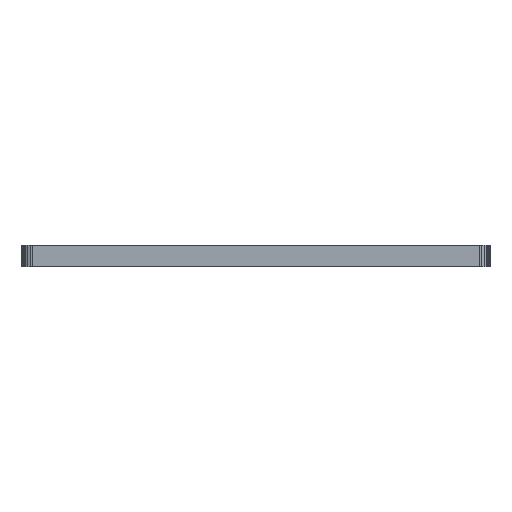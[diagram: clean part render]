
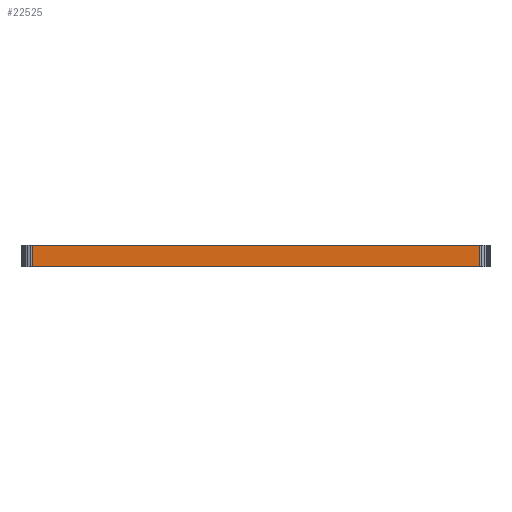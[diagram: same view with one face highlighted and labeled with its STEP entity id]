
A CAD part, front view. The second image highlights one B-rep face of the part: STEP entity #22525.
In plain terms, the highlighted planar face has unit normal (0, -1, 0).
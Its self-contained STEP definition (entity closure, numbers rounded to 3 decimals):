
#90 = PLANE('',#91);
#91 = AXIS2_PLACEMENT_3D('',#92,#93,#94);
#92 = CARTESIAN_POINT('',(51.35,-51.619,1.58));
#93 = DIRECTION('',(-0.,-0.,-1.));
#94 = DIRECTION('',(-1.,0.,0.));
#144 = PLANE('',#145);
#145 = AXIS2_PLACEMENT_3D('',#146,#147,#148);
#146 = CARTESIAN_POINT('',(51.35,-51.619,0.));
#147 = DIRECTION('',(-0.,-0.,-1.));
#148 = DIRECTION('',(-1.,0.,0.));
#617 = VERTEX_POINT('',#618);
#618 = CARTESIAN_POINT('',(67.63,-75.274,0.));
#632 = PLANE('',#633);
#633 = AXIS2_PLACEMENT_3D('',#634,#635,#636);
#634 = CARTESIAN_POINT('',(67.799,-75.256,0.));
#635 = DIRECTION('',(0.107,-0.994,0.));
#636 = DIRECTION('',(-0.994,-0.107,0.));
#644 = EDGE_CURVE('',#617,#645,#647,.T.);
#645 = VERTEX_POINT('',#646);
#646 = CARTESIAN_POINT('',(35.072,-75.274,0.));
#647 = SURFACE_CURVE('',#648,(#652,#659),.PCURVE_S1.);
#648 = LINE('',#649,#650);
#649 = CARTESIAN_POINT('',(67.63,-75.274,0.));
#650 = VECTOR('',#651,1.);
#651 = DIRECTION('',(-1.,0.,0.));
#652 = PCURVE('',#144,#653);
#653 = DEFINITIONAL_REPRESENTATION('',(#654),#658);
#654 = LINE('',#655,#656);
#655 = CARTESIAN_POINT('',(-16.28,-23.655));
#656 = VECTOR('',#657,1.);
#657 = DIRECTION('',(1.,0.));
#658 = ( GEOMETRIC_REPRESENTATION_CONTEXT(2) 
PARAMETRIC_REPRESENTATION_CONTEXT() REPRESENTATION_CONTEXT('2D SPACE',''
  ) );
#659 = PCURVE('',#660,#665);
#660 = PLANE('',#661);
#661 = AXIS2_PLACEMENT_3D('',#662,#663,#664);
#662 = CARTESIAN_POINT('',(67.63,-75.274,0.));
#663 = DIRECTION('',(0.,-1.,0.));
#664 = DIRECTION('',(-1.,0.,0.));
#665 = DEFINITIONAL_REPRESENTATION('',(#666),#670);
#666 = LINE('',#667,#668);
#667 = CARTESIAN_POINT('',(0.,-0.));
#668 = VECTOR('',#669,1.);
#669 = DIRECTION('',(1.,0.));
#670 = ( GEOMETRIC_REPRESENTATION_CONTEXT(2) 
PARAMETRIC_REPRESENTATION_CONTEXT() REPRESENTATION_CONTEXT('2D SPACE',''
  ) );
#688 = PLANE('',#689);
#689 = AXIS2_PLACEMENT_3D('',#690,#691,#692);
#690 = CARTESIAN_POINT('',(35.072,-75.274,0.));
#691 = DIRECTION('',(-0.112,-0.994,0.));
#692 = DIRECTION('',(-0.994,0.112,0.));
#12331 = VERTEX_POINT('',#12332);
#12332 = CARTESIAN_POINT('',(67.63,-75.274,1.58));
#12353 = EDGE_CURVE('',#12331,#12354,#12356,.T.);
#12354 = VERTEX_POINT('',#12355);
#12355 = CARTESIAN_POINT('',(35.072,-75.274,1.58));
#12356 = SURFACE_CURVE('',#12357,(#12361,#12368),.PCURVE_S1.);
#12357 = LINE('',#12358,#12359);
#12358 = CARTESIAN_POINT('',(67.63,-75.274,1.58));
#12359 = VECTOR('',#12360,1.);
#12360 = DIRECTION('',(-1.,0.,0.));
#12361 = PCURVE('',#90,#12362);
#12362 = DEFINITIONAL_REPRESENTATION('',(#12363),#12367);
#12363 = LINE('',#12364,#12365);
#12364 = CARTESIAN_POINT('',(-16.28,-23.655));
#12365 = VECTOR('',#12366,1.);
#12366 = DIRECTION('',(1.,0.));
#12367 = ( GEOMETRIC_REPRESENTATION_CONTEXT(2) 
PARAMETRIC_REPRESENTATION_CONTEXT() REPRESENTATION_CONTEXT('2D SPACE',''
  ) );
#12368 = PCURVE('',#660,#12369);
#12369 = DEFINITIONAL_REPRESENTATION('',(#12370),#12374);
#12370 = LINE('',#12371,#12372);
#12371 = CARTESIAN_POINT('',(0.,-1.58));
#12372 = VECTOR('',#12373,1.);
#12373 = DIRECTION('',(1.,0.));
#12374 = ( GEOMETRIC_REPRESENTATION_CONTEXT(2) 
PARAMETRIC_REPRESENTATION_CONTEXT() REPRESENTATION_CONTEXT('2D SPACE',''
  ) );
#22477 = EDGE_CURVE('',#617,#12331,#22478,.T.);
#22478 = SURFACE_CURVE('',#22479,(#22483,#22490),.PCURVE_S1.);
#22479 = LINE('',#22480,#22481);
#22480 = CARTESIAN_POINT('',(67.63,-75.274,0.));
#22481 = VECTOR('',#22482,1.);
#22482 = DIRECTION('',(0.,0.,1.));
#22483 = PCURVE('',#632,#22484);
#22484 = DEFINITIONAL_REPRESENTATION('',(#22485),#22489);
#22485 = LINE('',#22486,#22487);
#22486 = CARTESIAN_POINT('',(0.17,0.));
#22487 = VECTOR('',#22488,1.);
#22488 = DIRECTION('',(0.,-1.));
#22489 = ( GEOMETRIC_REPRESENTATION_CONTEXT(2) 
PARAMETRIC_REPRESENTATION_CONTEXT() REPRESENTATION_CONTEXT('2D SPACE',''
  ) );
#22490 = PCURVE('',#660,#22491);
#22491 = DEFINITIONAL_REPRESENTATION('',(#22492),#22496);
#22492 = LINE('',#22493,#22494);
#22493 = CARTESIAN_POINT('',(0.,-0.));
#22494 = VECTOR('',#22495,1.);
#22495 = DIRECTION('',(0.,-1.));
#22496 = ( GEOMETRIC_REPRESENTATION_CONTEXT(2) 
PARAMETRIC_REPRESENTATION_CONTEXT() REPRESENTATION_CONTEXT('2D SPACE',''
  ) );
#22525 = ADVANCED_FACE('',(#22526),#660,.T.);
#22526 = FACE_BOUND('',#22527,.T.);
#22527 = EDGE_LOOP('',(#22528,#22529,#22530,#22551));
#22528 = ORIENTED_EDGE('',*,*,#22477,.T.);
#22529 = ORIENTED_EDGE('',*,*,#12353,.T.);
#22530 = ORIENTED_EDGE('',*,*,#22531,.F.);
#22531 = EDGE_CURVE('',#645,#12354,#22532,.T.);
#22532 = SURFACE_CURVE('',#22533,(#22537,#22544),.PCURVE_S1.);
#22533 = LINE('',#22534,#22535);
#22534 = CARTESIAN_POINT('',(35.072,-75.274,0.));
#22535 = VECTOR('',#22536,1.);
#22536 = DIRECTION('',(0.,0.,1.));
#22537 = PCURVE('',#660,#22538);
#22538 = DEFINITIONAL_REPRESENTATION('',(#22539),#22543);
#22539 = LINE('',#22540,#22541);
#22540 = CARTESIAN_POINT('',(32.558,0.));
#22541 = VECTOR('',#22542,1.);
#22542 = DIRECTION('',(0.,-1.));
#22543 = ( GEOMETRIC_REPRESENTATION_CONTEXT(2) 
PARAMETRIC_REPRESENTATION_CONTEXT() REPRESENTATION_CONTEXT('2D SPACE',''
  ) );
#22544 = PCURVE('',#688,#22545);
#22545 = DEFINITIONAL_REPRESENTATION('',(#22546),#22550);
#22546 = LINE('',#22547,#22548);
#22547 = CARTESIAN_POINT('',(0.,0.));
#22548 = VECTOR('',#22549,1.);
#22549 = DIRECTION('',(0.,-1.));
#22550 = ( GEOMETRIC_REPRESENTATION_CONTEXT(2) 
PARAMETRIC_REPRESENTATION_CONTEXT() REPRESENTATION_CONTEXT('2D SPACE',''
  ) );
#22551 = ORIENTED_EDGE('',*,*,#644,.F.);
